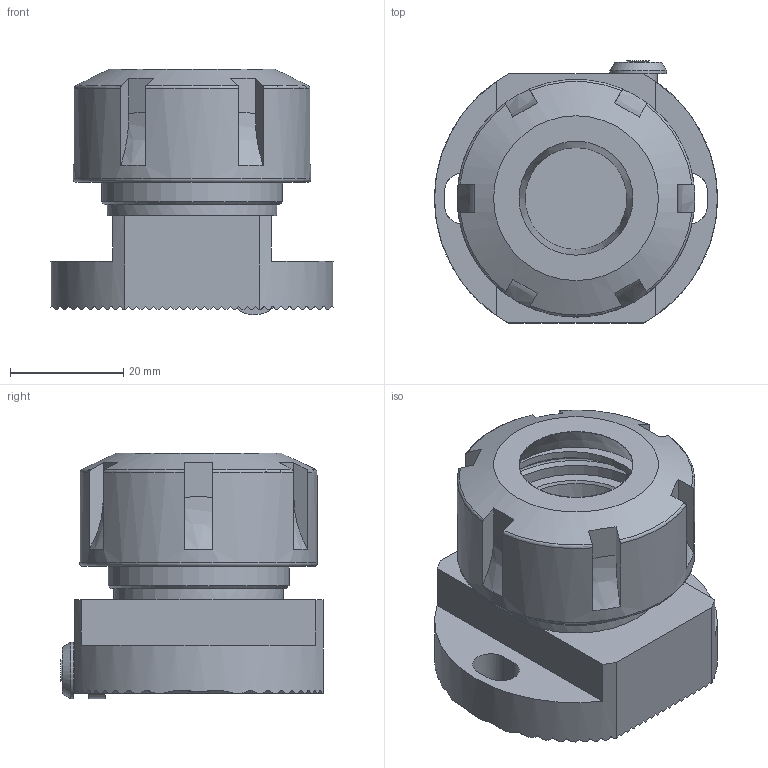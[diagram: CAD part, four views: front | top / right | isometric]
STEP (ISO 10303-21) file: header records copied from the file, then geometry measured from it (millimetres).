
FILE_DESCRIPTION(/* description */ (''),/* implementation_level */ '2;1');
FILE_NAME(/* name */ 'W9990085A.stp',/* time_stamp */ '2009-04-03T09:13:09+02:00',/* author */ (''),/* organization */ (''),/* preprocessor_version */ 'ST-DEVELOPER v11',/* originating_system */ 'UGS - NX 5.0',/* authorisation */ '');
FILE_SCHEMA (('AUTOMOTIVE_DESIGN { 1 0 10303 214 0 1 1 1 }'));
Length unit declared in the file: millimetre
Products named in the file (1): thum21F5yto7
Bounding box: 50 x 46.32 x 43.42 mm (x, y, z)
Volume: 38189.3 mm3; surface area: 15451 mm2
Topology: 1 solids, 1 shells, 215 faces, 598 edges, 393 vertices
Faces by surface type: plane 171, cylinder 18, cone 10, torus 10, bspline 6
Full cylindrical faces by diameter (mm): 4.2 x1, 6.8 x1, 10 x2, 20.133 x1, 26 x1, 30 x1, 30.5 x1, 32 x1, 32.1 x1, 42 x1
Entity records: 6994 total; most frequent: CARTESIAN_POINT 1539, DIRECTION 1146, ORIENTED_EDGE 1126, EDGE_CURVE 563, AXIS2_PLACEMENT_3D 428, VERTEX_POINT 383, LINE 290, VECTOR 290
